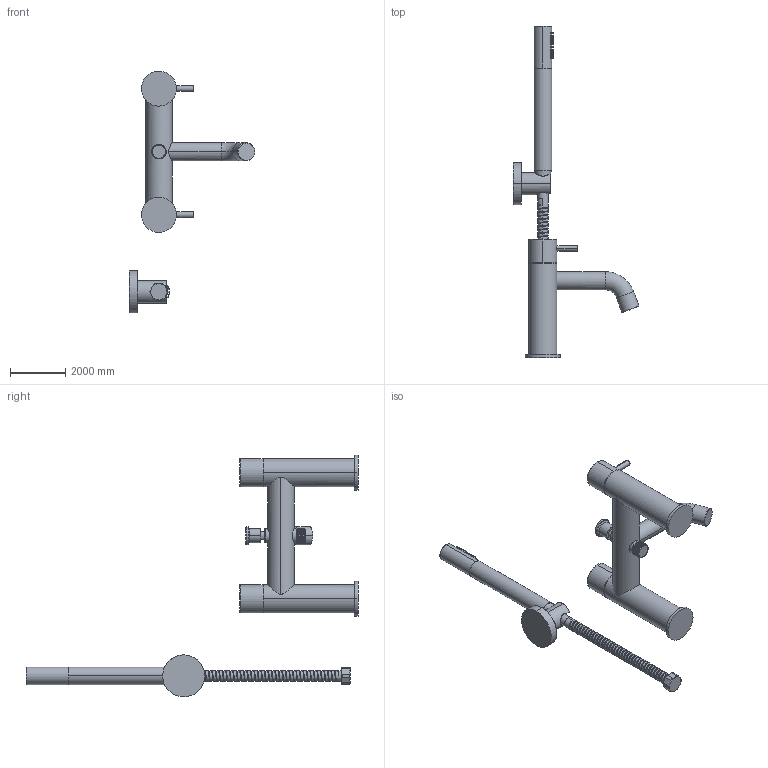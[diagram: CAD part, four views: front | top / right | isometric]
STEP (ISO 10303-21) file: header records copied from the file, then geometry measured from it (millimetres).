
FILE_DESCRIPTION((''),'2;1');
FILE_NAME('275','2018-07-29T',('MQ'),(''),'PRO/ENGINEER BY PARAMETRIC TECHNOLOGY CORPORATION, 2012130','PRO/ENGINEER BY PARAMETRIC TECHNOLOGY CORPORATION, 2012130','');
FILE_SCHEMA(('CONFIG_CONTROL_DESIGN'));
Length unit declared in the file: inch
Products named in the file (1): 275
Bounding box: 4561.93 x 12035.77 x 8763 mm (x, y, z)
Volume: 14658824708.2 mm3; surface area: 82523509.3 mm2
Topology: 2 solids, 2 shells, 565 faces, 1266 edges, 824 vertices
Faces by surface type: cylinder 390, plane 89, bspline 45, torus 30, cone 11
Entity records: 26121 total; most frequent: CARTESIAN_POINT 14194, ORIENTED_EDGE 2532, DIRECTION 2192, EDGE_CURVE 1266, AXIS2_PLACEMENT_3D 889, VERTEX_POINT 824, EDGE_LOOP 684, FACE_OUTER_BOUND 565
